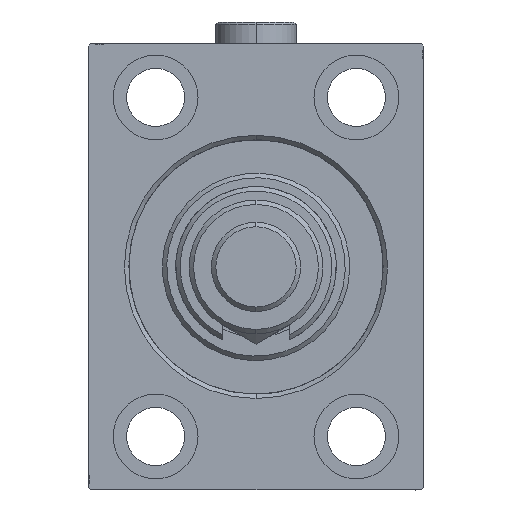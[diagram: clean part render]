
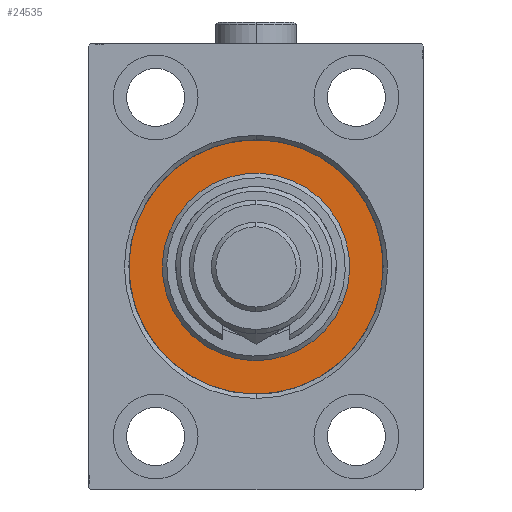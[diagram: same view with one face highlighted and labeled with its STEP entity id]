
A CAD part, left-side view. The second image highlights one B-rep face of the part: STEP entity #24535.
In plain terms, the highlighted face is planar.
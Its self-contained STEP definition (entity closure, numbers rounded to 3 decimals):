
#1174 = DIRECTION ( 'NONE',  ( 0., 0., 1. ) ) ;
#1903 = DIRECTION ( 'NONE',  ( -1., 0., 0. ) ) ;
#3539 = CARTESIAN_POINT ( 'NONE',  ( 0., 0., -28.5 ) ) ;
#4361 = DIRECTION ( 'NONE',  ( 0., 0., -1. ) ) ;
#4814 = VERTEX_POINT ( 'NONE', #42429 ) ;
#5868 = AXIS2_PLACEMENT_3D ( 'NONE', #12672, #42382, #9019 ) ;
#7102 = DIRECTION ( 'NONE',  ( 1., 0., 0. ) ) ;
#8499 = PLANE ( 'NONE',  #37226 ) ;
#9019 = DIRECTION ( 'NONE',  ( 0., 0., 1. ) ) ;
#9230 = FACE_BOUND ( 'NONE', #45780, .T. ) ;
#10037 = CARTESIAN_POINT ( 'NONE',  ( 0., 0., 0. ) ) ;
#11210 = ORIENTED_EDGE ( 'NONE', *, *, #45681, .F. ) ;
#12672 = CARTESIAN_POINT ( 'NONE',  ( 0., 0., 0. ) ) ;
#15085 = CARTESIAN_POINT ( 'NONE',  ( 0., 0., 0. ) ) ;
#16313 = AXIS2_PLACEMENT_3D ( 'NONE', #10037, #7102, #21232 ) ;
#16762 = DIRECTION ( 'NONE',  ( 0., 0., 1. ) ) ;
#20101 = CIRCLE ( 'NONE', #38775, 21. ) ;
#21014 = CIRCLE ( 'NONE', #16313, 21. ) ;
#21232 = DIRECTION ( 'NONE',  ( 0., 0., -1. ) ) ;
#22591 = CARTESIAN_POINT ( 'NONE',  ( 0., 0., 28.5 ) ) ;
#23105 = CARTESIAN_POINT ( 'NONE',  ( 0., 0., 0. ) ) ;
#24189 = ORIENTED_EDGE ( 'NONE', *, *, #28047, .F. ) ;
#24349 = CARTESIAN_POINT ( 'NONE',  ( 0., 0., 21. ) ) ;
#24459 = EDGE_CURVE ( 'NONE', #38074, #4814, #20101, .T. ) ;
#24535 = ADVANCED_FACE ( 'NONE', ( #9230, #45998 ), #8499, .F. ) ;
#24825 = ORIENTED_EDGE ( 'NONE', *, *, #24459, .F. ) ;
#28047 = EDGE_CURVE ( 'NONE', #4814, #38074, #21014, .T. ) ;
#29781 = ORIENTED_EDGE ( 'NONE', *, *, #38825, .F. ) ;
#31781 = CIRCLE ( 'NONE', #37989, 28.5 ) ;
#35108 = VERTEX_POINT ( 'NONE', #22591 ) ;
#37226 = AXIS2_PLACEMENT_3D ( 'NONE', #42344, #1903, #16762 ) ;
#37989 = AXIS2_PLACEMENT_3D ( 'NONE', #23105, #42339, #1174 ) ;
#38074 = VERTEX_POINT ( 'NONE', #24349 ) ;
#38775 = AXIS2_PLACEMENT_3D ( 'NONE', #15085, #44796, #4361 ) ;
#38825 = EDGE_CURVE ( 'NONE', #35108, #42470, #40875, .T. ) ;
#40875 = CIRCLE ( 'NONE', #5868, 28.5 ) ;
#42339 = DIRECTION ( 'NONE',  ( -1., 0., 0. ) ) ;
#42344 = CARTESIAN_POINT ( 'NONE',  ( 0., 0., 0. ) ) ;
#42382 = DIRECTION ( 'NONE',  ( -1., 0., 0. ) ) ;
#42429 = CARTESIAN_POINT ( 'NONE',  ( 0., 0., -21. ) ) ;
#42470 = VERTEX_POINT ( 'NONE', #3539 ) ;
#44796 = DIRECTION ( 'NONE',  ( 1., 0., 0. ) ) ;
#45681 = EDGE_CURVE ( 'NONE', #42470, #35108, #31781, .T. ) ;
#45780 = EDGE_LOOP ( 'NONE', ( #24825, #24189 ) ) ;
#45998 = FACE_OUTER_BOUND ( 'NONE', #47277, .T. ) ;
#47277 = EDGE_LOOP ( 'NONE', ( #11210, #29781 ) ) ;
